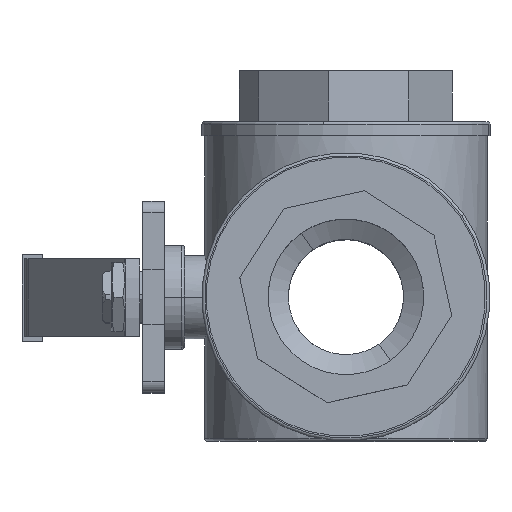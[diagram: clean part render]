
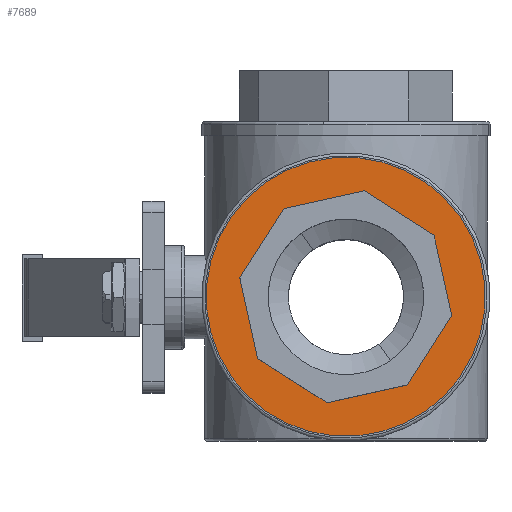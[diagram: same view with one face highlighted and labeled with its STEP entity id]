
A CAD part, top view. The second image highlights one B-rep face of the part: STEP entity #7689.
In plain terms, the highlighted planar face has unit normal (0, 0, 1).
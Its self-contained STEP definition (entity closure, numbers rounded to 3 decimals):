
#18 = DIRECTION ( 'NONE',  ( -0.537, -0.843, 0. ) ) ;
#236 = LINE ( 'NONE', #10491, #11302 ) ;
#280 = FACE_BOUND ( 'NONE', #778, .T. ) ;
#487 = ORIENTED_EDGE ( 'NONE', *, *, #7058, .F. ) ;
#573 = LINE ( 'NONE', #5172, #7274 ) ;
#578 = DIRECTION ( 'NONE',  ( -0.216, 0.976, 0. ) ) ;
#778 = EDGE_LOOP ( 'NONE', ( #4310, #3369, #10787, #3394, #9985, #12069, #487, #8546 ) ) ;
#812 = CIRCLE ( 'NONE', #4147, 48.438 ) ;
#1126 = CARTESIAN_POINT ( 'NONE',  ( 27.719, -39.649, 61.1 ) ) ;
#1559 = ORIENTED_EDGE ( 'NONE', *, *, #10538, .T. ) ;
#1881 = CARTESIAN_POINT ( 'NONE',  ( 6.438, 36.809, 61.1 ) ) ;
#2078 = EDGE_CURVE ( 'NONE', #6337, #6111, #236, .T. ) ;
#2101 = DIRECTION ( 'NONE',  ( 0., 0., -1. ) ) ;
#2330 = VERTEX_POINT ( 'NONE', #1126 ) ;
#2341 = CARTESIAN_POINT ( 'NONE',  ( -6.548, -36.739, 61.1 ) ) ;
#2600 = CARTESIAN_POINT ( 'NONE',  ( 21.357, -30.559, 61.1 ) ) ;
#2738 = VERTEX_POINT ( 'NONE', #4666 ) ;
#2804 = CARTESIAN_POINT ( 'NONE',  ( -36.829, 6.528, 61.1 ) ) ;
#3207 = FACE_OUTER_BOUND ( 'NONE', #3334, .T. ) ;
#3334 = EDGE_LOOP ( 'NONE', ( #3954, #1559 ) ) ;
#3369 = ORIENTED_EDGE ( 'NONE', *, *, #4635, .F. ) ;
#3394 = ORIENTED_EDGE ( 'NONE', *, *, #3633, .F. ) ;
#3421 = DIRECTION ( 'NONE',  ( 0.537, 0.843, 0. ) ) ;
#3633 = EDGE_CURVE ( 'NONE', #6111, #2738, #5292, .T. ) ;
#3732 = LINE ( 'NONE', #2804, #10469 ) ;
#3954 = ORIENTED_EDGE ( 'NONE', *, *, #7397, .T. ) ;
#3983 = EDGE_CURVE ( 'NONE', #8640, #6256, #9658, .T. ) ;
#4076 = PLANE ( 'NONE',  #7783 ) ;
#4100 = VECTOR ( 'NONE', #578, 1000. ) ;
#4147 = AXIS2_PLACEMENT_3D ( 'NONE', #5675, #4630, #12029 ) ;
#4287 = CARTESIAN_POINT ( 'NONE',  ( 21.357, -30.559, 61.1 ) ) ;
#4310 = ORIENTED_EDGE ( 'NONE', *, *, #11216, .F. ) ;
#4376 = CARTESIAN_POINT ( 'NONE',  ( 6.438, 36.809, 61.1 ) ) ;
#4404 = LINE ( 'NONE', #4287, #8754 ) ;
#4630 = DIRECTION ( 'NONE',  ( 0., 0., 1. ) ) ;
#4635 = EDGE_CURVE ( 'NONE', #9640, #7663, #3732, .T. ) ;
#4640 = CARTESIAN_POINT ( 'NONE',  ( -27.828, 39.719, 61.1 ) ) ;
#4666 = CARTESIAN_POINT ( 'NONE',  ( -21.467, 30.629, 61.1 ) ) ;
#4826 = VECTOR ( 'NONE', #6067, 1000. ) ;
#4831 = DIRECTION ( 'NONE',  ( 0.216, -0.976, 0. ) ) ;
#5055 = DIRECTION ( 'NONE',  ( 0., -1., 0. ) ) ;
#5063 = CARTESIAN_POINT ( 'NONE',  ( -36.829, 6.528, 61.1 ) ) ;
#5172 = CARTESIAN_POINT ( 'NONE',  ( -30.649, -21.377, 61.1 ) ) ;
#5189 = DIRECTION ( 'NONE',  ( 0., 0., 1. ) ) ;
#5292 = LINE ( 'NONE', #4376, #7920 ) ;
#5449 = AXIS2_PLACEMENT_3D ( 'NONE', #6097, #5189, #7986 ) ;
#5457 = CARTESIAN_POINT ( 'NONE',  ( -21.467, 30.629, 61.1 ) ) ;
#5675 = CARTESIAN_POINT ( 'NONE',  ( -0.055, 0.035, 61.1 ) ) ;
#6067 = DIRECTION ( 'NONE',  ( 0.976, 0.216, 0. ) ) ;
#6097 = CARTESIAN_POINT ( 'NONE',  ( -0.055, 0.035, 61.1 ) ) ;
#6111 = VERTEX_POINT ( 'NONE', #1881 ) ;
#6256 = VERTEX_POINT ( 'NONE', #2600 ) ;
#6337 = VERTEX_POINT ( 'NONE', #9185 ) ;
#7058 = EDGE_CURVE ( 'NONE', #6256, #11937, #4404, .T. ) ;
#7196 = VERTEX_POINT ( 'NONE', #4640 ) ;
#7274 = VECTOR ( 'NONE', #8998, 1000. ) ;
#7397 = EDGE_CURVE ( 'NONE', #7196, #2330, #12095, .T. ) ;
#7663 = VERTEX_POINT ( 'NONE', #11964 ) ;
#7678 = DIRECTION ( 'NONE',  ( -0.843, 0.537, 0. ) ) ;
#7689 = ADVANCED_FACE ( 'NONE', ( #280, #3207 ), #4076, .F. ) ;
#7783 = AXIS2_PLACEMENT_3D ( 'NONE', #8706, #2101, #5055 ) ;
#7822 = EDGE_CURVE ( 'NONE', #11937, #6337, #11645, .T. ) ;
#7920 = VECTOR ( 'NONE', #10836, 1000. ) ;
#7986 = DIRECTION ( 'NONE',  ( -0.573, 0.819, 0. ) ) ;
#8464 = CARTESIAN_POINT ( 'NONE',  ( -6.548, -36.739, 61.1 ) ) ;
#8546 = ORIENTED_EDGE ( 'NONE', *, *, #3983, .F. ) ;
#8640 = VERTEX_POINT ( 'NONE', #8464 ) ;
#8706 = CARTESIAN_POINT ( 'NONE',  ( -0.055, 0.035, 61.1 ) ) ;
#8754 = VECTOR ( 'NONE', #3421, 1000. ) ;
#8998 = DIRECTION ( 'NONE',  ( 0.843, -0.537, 0. ) ) ;
#9185 = CARTESIAN_POINT ( 'NONE',  ( 30.539, 21.447, 61.1 ) ) ;
#9291 = LINE ( 'NONE', #5457, #11178 ) ;
#9627 = CARTESIAN_POINT ( 'NONE',  ( 36.719, -6.458, 61.1 ) ) ;
#9640 = VERTEX_POINT ( 'NONE', #5063 ) ;
#9658 = LINE ( 'NONE', #2341, #4826 ) ;
#9985 = ORIENTED_EDGE ( 'NONE', *, *, #2078, .F. ) ;
#10469 = VECTOR ( 'NONE', #4831, 1000. ) ;
#10491 = CARTESIAN_POINT ( 'NONE',  ( 30.539, 21.447, 61.1 ) ) ;
#10538 = EDGE_CURVE ( 'NONE', #2330, #7196, #812, .T. ) ;
#10787 = ORIENTED_EDGE ( 'NONE', *, *, #11314, .F. ) ;
#10836 = DIRECTION ( 'NONE',  ( -0.976, -0.216, 0. ) ) ;
#11178 = VECTOR ( 'NONE', #18, 1000. ) ;
#11216 = EDGE_CURVE ( 'NONE', #7663, #8640, #573, .T. ) ;
#11302 = VECTOR ( 'NONE', #7678, 1000. ) ;
#11314 = EDGE_CURVE ( 'NONE', #2738, #9640, #9291, .T. ) ;
#11645 = LINE ( 'NONE', #11829, #4100 ) ;
#11829 = CARTESIAN_POINT ( 'NONE',  ( 36.719, -6.458, 61.1 ) ) ;
#11937 = VERTEX_POINT ( 'NONE', #9627 ) ;
#11964 = CARTESIAN_POINT ( 'NONE',  ( -30.649, -21.377, 61.1 ) ) ;
#12029 = DIRECTION ( 'NONE',  ( -0.573, 0.819, 0. ) ) ;
#12069 = ORIENTED_EDGE ( 'NONE', *, *, #7822, .F. ) ;
#12095 = CIRCLE ( 'NONE', #5449, 48.438 ) ;
